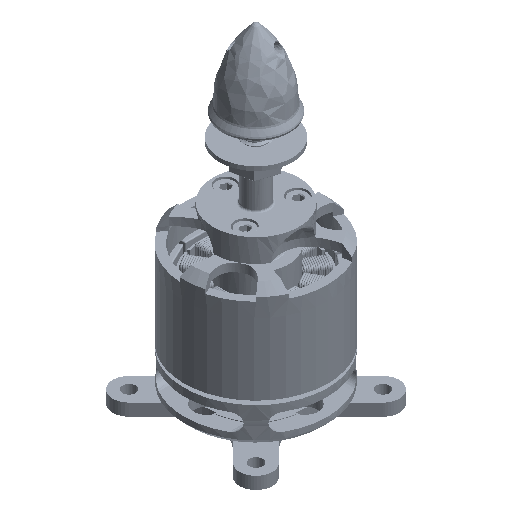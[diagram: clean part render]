
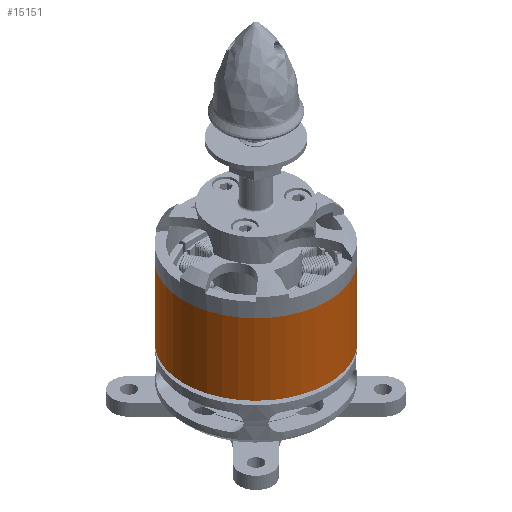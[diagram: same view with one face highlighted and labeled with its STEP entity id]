
A CAD part, isometric view. The second image highlights one B-rep face of the part: STEP entity #15151.
In plain terms, the highlighted free-form (B-spline) face has degree [2, 1] with [9, 2] control points.
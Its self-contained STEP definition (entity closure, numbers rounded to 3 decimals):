
#15057 = EDGE_CURVE('',#15058,#15058,#15060,.T.);
#15058 = VERTEX_POINT('',#15059);
#15059 = CARTESIAN_POINT('',(0.,-22.807,
    -31.126));
#15060 = ( BOUNDED_CURVE() B_SPLINE_CURVE(2,(#15061,#15062,#15063,#15064
    ,#15065,#15066,#15067),.UNSPECIFIED.,.T.,.F.) 
B_SPLINE_CURVE_WITH_KNOTS((3,2,2,3),(1.571,3.665,
5.76,7.854),.PIECEWISE_BEZIER_KNOTS.) CURVE() 
GEOMETRIC_REPRESENTATION_ITEM() RATIONAL_B_SPLINE_CURVE((1.,0.5,1.,0.5,
1.,0.5,1.)) REPRESENTATION_ITEM('') );
#15061 = CARTESIAN_POINT('',(0.,-22.807,
    -31.126));
#15062 = CARTESIAN_POINT('',(-39.503,-22.807,
    -31.126));
#15063 = CARTESIAN_POINT('',(-19.751,11.403,
    -31.126));
#15064 = CARTESIAN_POINT('',(0.,45.614,
    -31.126));
#15065 = CARTESIAN_POINT('',(19.751,11.403,
    -31.126));
#15066 = CARTESIAN_POINT('',(39.503,-22.807,
    -31.126));
#15067 = CARTESIAN_POINT('',(0.,-22.807,
    -31.126));
#15132 = EDGE_CURVE('',#15133,#15133,#15135,.T.);
#15133 = VERTEX_POINT('',#15134);
#15134 = CARTESIAN_POINT('',(0.,-22.807,
    -8.43));
#15135 = ( BOUNDED_CURVE() B_SPLINE_CURVE(2,(#15136,#15137,#15138,#15139
    ,#15140,#15141,#15142),.UNSPECIFIED.,.T.,.F.) 
B_SPLINE_CURVE_WITH_KNOTS((3,2,2,3),(1.571,3.665,
5.76,7.854),.PIECEWISE_BEZIER_KNOTS.) CURVE() 
GEOMETRIC_REPRESENTATION_ITEM() RATIONAL_B_SPLINE_CURVE((1.,0.5,1.,0.5,
1.,0.5,1.)) REPRESENTATION_ITEM('') );
#15136 = CARTESIAN_POINT('',(0.,-22.807,
    -8.43));
#15137 = CARTESIAN_POINT('',(-39.503,-22.807,
    -8.43));
#15138 = CARTESIAN_POINT('',(-19.751,11.403,
    -8.43));
#15139 = CARTESIAN_POINT('',(0.,45.614,
    -8.43));
#15140 = CARTESIAN_POINT('',(19.751,11.403,
    -8.43));
#15141 = CARTESIAN_POINT('',(39.503,-22.807,
    -8.43));
#15142 = CARTESIAN_POINT('',(0.,-22.807,
    -8.43));
#15151 = ADVANCED_FACE('',(#15152),#15162,.T.);
#15152 = FACE_BOUND('',#15153,.T.);
#15153 = EDGE_LOOP('',(#15154,#15155,#15160,#15161));
#15154 = ORIENTED_EDGE('',*,*,#15057,.F.);
#15155 = ORIENTED_EDGE('',*,*,#15156,.T.);
#15156 = EDGE_CURVE('',#15058,#15133,#15157,.T.);
#15157 = B_SPLINE_CURVE_WITH_KNOTS('',1,(#15158,#15159),.UNSPECIFIED.,
  .F.,.F.,(2,2),(-8.75,8.75),.PIECEWISE_BEZIER_KNOTS.);
#15158 = CARTESIAN_POINT('',(0.,-22.807,
    -31.126));
#15159 = CARTESIAN_POINT('',(0.,-22.807,
    -8.43));
#15160 = ORIENTED_EDGE('',*,*,#15132,.T.);
#15161 = ORIENTED_EDGE('',*,*,#15156,.F.);
#15162 = ( BOUNDED_SURFACE() B_SPLINE_SURFACE(2,1,(
    (#15163,#15164)
    ,(#15165,#15166)
    ,(#15167,#15168)
    ,(#15169,#15170)
    ,(#15171,#15172)
    ,(#15173,#15174)
    ,(#15175,#15176)
    ,(#15177,#15178)
    ,(#15179,#15180
)),.UNSPECIFIED.,.T.,.F.,.F.) B_SPLINE_SURFACE_WITH_KNOTS((3,2,2,2,3),(2
    ,2),(-3.142,-2.094,0.,2.094,3.142)
,(-8.75,8.75),.UNSPECIFIED.) GEOMETRIC_REPRESENTATION_ITEM() 
RATIONAL_B_SPLINE_SURFACE((
    (0.75,0.75)
    ,(0.75,0.75)
    ,(1.,1.)
    ,(0.5,0.5)
    ,(1.,1.)
    ,(0.5,0.5)
    ,(1.,1.)
    ,(0.75,0.75)
,(0.75,0.75))) REPRESENTATION_ITEM('') SURFACE() );
#15163 = CARTESIAN_POINT('',(0.,-22.807,
    -8.43));
#15164 = CARTESIAN_POINT('',(0.,-22.807,
    -31.126));
#15165 = CARTESIAN_POINT('',(-13.168,-22.807,
    -8.43));
#15166 = CARTESIAN_POINT('',(-13.168,-22.807,
    -31.126));
#15167 = CARTESIAN_POINT('',(-19.751,-11.403,
    -8.43));
#15168 = CARTESIAN_POINT('',(-19.751,-11.403,
    -31.126));
#15169 = CARTESIAN_POINT('',(-39.503,22.807,
    -8.43));
#15170 = CARTESIAN_POINT('',(-39.503,22.807,
    -31.126));
#15171 = CARTESIAN_POINT('',(0.,22.807,-8.43));
#15172 = CARTESIAN_POINT('',(0.,22.807,-31.126));
#15173 = CARTESIAN_POINT('',(39.503,22.807,
    -8.43));
#15174 = CARTESIAN_POINT('',(39.503,22.807,
    -31.126));
#15175 = CARTESIAN_POINT('',(19.751,-11.403,
    -8.43));
#15176 = CARTESIAN_POINT('',(19.751,-11.403,
    -31.126));
#15177 = CARTESIAN_POINT('',(13.168,-22.807,
    -8.43));
#15178 = CARTESIAN_POINT('',(13.168,-22.807,
    -31.126));
#15179 = CARTESIAN_POINT('',(0.,-22.807,
    -8.43));
#15180 = CARTESIAN_POINT('',(0.,-22.807,
    -31.126));
